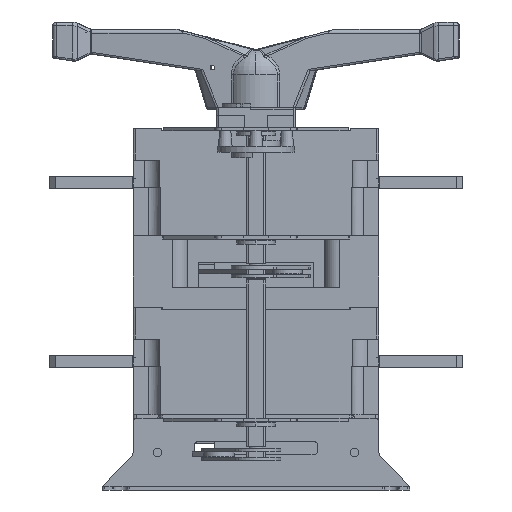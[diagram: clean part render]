
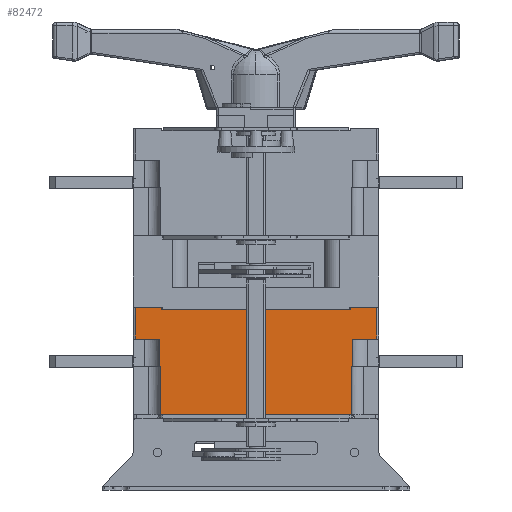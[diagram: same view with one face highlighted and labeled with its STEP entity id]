
A CAD part, left-side view. The second image highlights one B-rep face of the part: STEP entity #82472.
In plain terms, the highlighted planar face has unit normal (-1, 0, 0).
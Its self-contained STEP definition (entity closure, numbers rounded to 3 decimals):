
#1614 = ORIENTED_EDGE ( 'NONE', *, *, #19502, .T. ) ;
#2191 = CARTESIAN_POINT ( 'NONE',  ( -246.5, 76.5, -145.5 ) ) ;
#2307 = DIRECTION ( 'NONE',  ( 0., 0., -1. ) ) ;
#5657 = LINE ( 'NONE', #90733, #13602 ) ;
#9192 = CARTESIAN_POINT ( 'NONE',  ( -246.5, 78., -231. ) ) ;
#10657 = DIRECTION ( 'NONE',  ( 0., 0., -1. ) ) ;
#11534 = EDGE_CURVE ( 'NONE', #104494, #47104, #27729, .T. ) ;
#12209 = VERTEX_POINT ( 'NONE', #120677 ) ;
#13063 = CARTESIAN_POINT ( 'NONE',  ( -246.5, 100., -231. ) ) ;
#13113 = ORIENTED_EDGE ( 'NONE', *, *, #74297, .T. ) ;
#13602 = VECTOR ( 'NONE', #110400, 1000. ) ;
#13814 = LINE ( 'NONE', #20340, #99817 ) ;
#15632 = CARTESIAN_POINT ( 'NONE',  ( -246.5, -78., -191.5 ) ) ;
#19023 = ORIENTED_EDGE ( 'NONE', *, *, #88789, .F. ) ;
#19502 = EDGE_CURVE ( 'NONE', #104494, #42818, #25635, .T. ) ;
#19593 = VECTOR ( 'NONE', #86134, 1000. ) ;
#20340 = CARTESIAN_POINT ( 'NONE',  ( -246.5, -100., -143.5 ) ) ;
#20662 = PLANE ( 'NONE',  #116104 ) ;
#21045 = CARTESIAN_POINT ( 'NONE',  ( -246.5, 78., -191.5 ) ) ;
#21948 = LINE ( 'NONE', #119093, #27227 ) ;
#22223 = VERTEX_POINT ( 'NONE', #63345 ) ;
#24520 = CARTESIAN_POINT ( 'NONE',  ( -246.5, 76.5, -143.5 ) ) ;
#24668 = ORIENTED_EDGE ( 'NONE', *, *, #103620, .T. ) ;
#24714 = EDGE_CURVE ( 'NONE', #120710, #39422, #90848, .T. ) ;
#25129 = CARTESIAN_POINT ( 'NONE',  ( -246.5, -78.3, -169.5 ) ) ;
#25635 = LINE ( 'NONE', #83406, #34648 ) ;
#25772 = DIRECTION ( 'NONE',  ( 0., 1., 0. ) ) ;
#26938 = LINE ( 'NONE', #67538, #39530 ) ;
#27227 = VECTOR ( 'NONE', #2307, 1000. ) ;
#27729 = LINE ( 'NONE', #37252, #19593 ) ;
#27855 = CARTESIAN_POINT ( 'NONE',  ( -246.5, -98., -169.5 ) ) ;
#29702 = ORIENTED_EDGE ( 'NONE', *, *, #42820, .F. ) ;
#30212 = ORIENTED_EDGE ( 'NONE', *, *, #48900, .T. ) ;
#30478 = DIRECTION ( 'NONE',  ( 0., -1., 0. ) ) ;
#31440 = DIRECTION ( 'NONE',  ( 1., 0., 0. ) ) ;
#31449 = CARTESIAN_POINT ( 'NONE',  ( -246.5, -98., -191.5 ) ) ;
#32059 = DIRECTION ( 'NONE',  ( 0., 1., 0. ) ) ;
#32170 = DIRECTION ( 'NONE',  ( 0., 1., 0. ) ) ;
#32713 = DIRECTION ( 'NONE',  ( 0., 1., 0. ) ) ;
#33085 = ORIENTED_EDGE ( 'NONE', *, *, #100191, .F. ) ;
#34626 = DIRECTION ( 'NONE',  ( 0., 0., -1. ) ) ;
#34648 = VECTOR ( 'NONE', #84659, 1000. ) ;
#35363 = VECTOR ( 'NONE', #88333, 1000. ) ;
#35450 = DIRECTION ( 'NONE',  ( 0., 1., 0. ) ) ;
#37252 = CARTESIAN_POINT ( 'NONE',  ( -246.5, 100., -169.5 ) ) ;
#39346 = VERTEX_POINT ( 'NONE', #40223 ) ;
#39422 = VERTEX_POINT ( 'NONE', #9192 ) ;
#39530 = VECTOR ( 'NONE', #95484, 1000. ) ;
#40223 = CARTESIAN_POINT ( 'NONE',  ( -246.5, 98., -143.5 ) ) ;
#41587 = FACE_OUTER_BOUND ( 'NONE', #125173, .T. ) ;
#42818 = VERTEX_POINT ( 'NONE', #104364 ) ;
#42820 = EDGE_CURVE ( 'NONE', #39346, #59843, #75782, .T. ) ;
#44969 = EDGE_CURVE ( 'NONE', #52507, #69081, #56839, .T. ) ;
#45142 = ORIENTED_EDGE ( 'NONE', *, *, #44969, .F. ) ;
#46222 = LINE ( 'NONE', #84952, #118145 ) ;
#47104 = VERTEX_POINT ( 'NONE', #114432 ) ;
#47447 = VECTOR ( 'NONE', #108283, 1000. ) ;
#47615 = ORIENTED_EDGE ( 'NONE', *, *, #24714, .T. ) ;
#48900 = EDGE_CURVE ( 'NONE', #22223, #78604, #5657, .T. ) ;
#48979 = VECTOR ( 'NONE', #32170, 1000. ) ;
#49877 = LINE ( 'NONE', #31449, #47447 ) ;
#49890 = VERTEX_POINT ( 'NONE', #104956 ) ;
#49984 = CARTESIAN_POINT ( 'NONE',  ( -246.5, 100., -191.5 ) ) ;
#50603 = CARTESIAN_POINT ( 'NONE',  ( -246.5, -78.3, -169.5 ) ) ;
#51216 = VECTOR ( 'NONE', #96698, 1000. ) ;
#52507 = VERTEX_POINT ( 'NONE', #27855 ) ;
#54608 = CARTESIAN_POINT ( 'NONE',  ( -246.5, -76.5, -145.5 ) ) ;
#56839 = LINE ( 'NONE', #94326, #61745 ) ;
#59726 = ORIENTED_EDGE ( 'NONE', *, *, #105350, .F. ) ;
#59843 = VERTEX_POINT ( 'NONE', #24520 ) ;
#61073 = ORIENTED_EDGE ( 'NONE', *, *, #93992, .F. ) ;
#61745 = VECTOR ( 'NONE', #25772, 1000. ) ;
#63244 = LINE ( 'NONE', #15632, #105695 ) ;
#63345 = CARTESIAN_POINT ( 'NONE',  ( -246.5, -76.5, -143.5 ) ) ;
#65211 = ORIENTED_EDGE ( 'NONE', *, *, #70310, .F. ) ;
#65631 = CARTESIAN_POINT ( 'NONE',  ( -246.5, 100., -143.5 ) ) ;
#66255 = CARTESIAN_POINT ( 'NONE',  ( -246.5, 100., -145.5 ) ) ;
#67538 = CARTESIAN_POINT ( 'NONE',  ( -246.5, 98., -191.5 ) ) ;
#69081 = VERTEX_POINT ( 'NONE', #25129 ) ;
#70199 = LINE ( 'NONE', #108924, #95673 ) ;
#70310 = EDGE_CURVE ( 'NONE', #120710, #42818, #46222, .T. ) ;
#73840 = CARTESIAN_POINT ( 'NONE',  ( -246.5, -78., -191.5 ) ) ;
#74094 = CARTESIAN_POINT ( 'NONE',  ( -246.5, 78.3, -169.5 ) ) ;
#74297 = EDGE_CURVE ( 'NONE', #39346, #47104, #26938, .T. ) ;
#75165 = DIRECTION ( 'NONE',  ( 0., 1., 0. ) ) ;
#75782 = LINE ( 'NONE', #65631, #51216 ) ;
#75831 = VERTEX_POINT ( 'NONE', #73840 ) ;
#76928 = ORIENTED_EDGE ( 'NONE', *, *, #82118, .F. ) ;
#78604 = VERTEX_POINT ( 'NONE', #54608 ) ;
#79121 = CARTESIAN_POINT ( 'NONE',  ( -246.5, 78., -191.5 ) ) ;
#82118 = EDGE_CURVE ( 'NONE', #22223, #12209, #13814, .T. ) ;
#82472 = ADVANCED_FACE ( 'NONE', ( #41587 ), #20662, .F. ) ;
#83406 = CARTESIAN_POINT ( 'NONE',  ( -246.5, 78.3, -169.5 ) ) ;
#84659 = DIRECTION ( 'NONE',  ( 0., 0., -1. ) ) ;
#84952 = CARTESIAN_POINT ( 'NONE',  ( -246.5, 100., -191.5 ) ) ;
#86134 = DIRECTION ( 'NONE',  ( 0., 1., 0. ) ) ;
#88333 = DIRECTION ( 'NONE',  ( 0., 0., -1. ) ) ;
#88593 = ORIENTED_EDGE ( 'NONE', *, *, #111565, .T. ) ;
#88789 = EDGE_CURVE ( 'NONE', #94340, #39422, #70199, .T. ) ;
#90733 = CARTESIAN_POINT ( 'NONE',  ( -246.5, -76.5, -143.5 ) ) ;
#90848 = LINE ( 'NONE', #21045, #35363 ) ;
#92007 = VERTEX_POINT ( 'NONE', #2191 ) ;
#93992 = EDGE_CURVE ( 'NONE', #69081, #49890, #107115, .T. ) ;
#94326 = CARTESIAN_POINT ( 'NONE',  ( -246.5, -100., -169.5 ) ) ;
#94340 = VERTEX_POINT ( 'NONE', #106936 ) ;
#95484 = DIRECTION ( 'NONE',  ( 0., 0., -1. ) ) ;
#95673 = VECTOR ( 'NONE', #32713, 1000. ) ;
#96596 = ORIENTED_EDGE ( 'NONE', *, *, #11534, .F. ) ;
#96698 = DIRECTION ( 'NONE',  ( 0., -1., 0. ) ) ;
#99817 = VECTOR ( 'NONE', #30478, 1000. ) ;
#100191 = EDGE_CURVE ( 'NONE', #75831, #94340, #63244, .T. ) ;
#103620 = EDGE_CURVE ( 'NONE', #52507, #12209, #49877, .T. ) ;
#104364 = CARTESIAN_POINT ( 'NONE',  ( -246.5, 78.3, -191.5 ) ) ;
#104494 = VERTEX_POINT ( 'NONE', #74094 ) ;
#104956 = CARTESIAN_POINT ( 'NONE',  ( -246.5, -78.3, -191.5 ) ) ;
#105350 = EDGE_CURVE ( 'NONE', #59843, #92007, #21948, .T. ) ;
#105695 = VECTOR ( 'NONE', #34626, 1000. ) ;
#106836 = VECTOR ( 'NONE', #10657, 1000. ) ;
#106936 = CARTESIAN_POINT ( 'NONE',  ( -246.5, -78., -231. ) ) ;
#107115 = LINE ( 'NONE', #50603, #106836 ) ;
#108283 = DIRECTION ( 'NONE',  ( 0., 0., 1. ) ) ;
#108380 = LINE ( 'NONE', #49984, #48979 ) ;
#108924 = CARTESIAN_POINT ( 'NONE',  ( -246.5, 100., -231. ) ) ;
#110400 = DIRECTION ( 'NONE',  ( 0., 0., -1. ) ) ;
#111565 = EDGE_CURVE ( 'NONE', #78604, #92007, #114516, .T. ) ;
#111718 = ORIENTED_EDGE ( 'NONE', *, *, #122857, .F. ) ;
#114432 = CARTESIAN_POINT ( 'NONE',  ( -246.5, 98., -169.5 ) ) ;
#114516 = LINE ( 'NONE', #66255, #125430 ) ;
#116104 = AXIS2_PLACEMENT_3D ( 'NONE', #13063, #31440, #32059 ) ;
#118145 = VECTOR ( 'NONE', #35450, 1000. ) ;
#119093 = CARTESIAN_POINT ( 'NONE',  ( -246.5, 76.5, -143.5 ) ) ;
#120677 = CARTESIAN_POINT ( 'NONE',  ( -246.5, -98., -143.5 ) ) ;
#120710 = VERTEX_POINT ( 'NONE', #79121 ) ;
#122857 = EDGE_CURVE ( 'NONE', #49890, #75831, #108380, .T. ) ;
#125173 = EDGE_LOOP ( 'NONE', ( #19023, #33085, #111718, #61073, #45142, #24668, #76928, #30212, #88593, #59726, #29702, #13113, #96596, #1614, #65211, #47615 ) ) ;
#125430 = VECTOR ( 'NONE', #75165, 1000. ) ;
